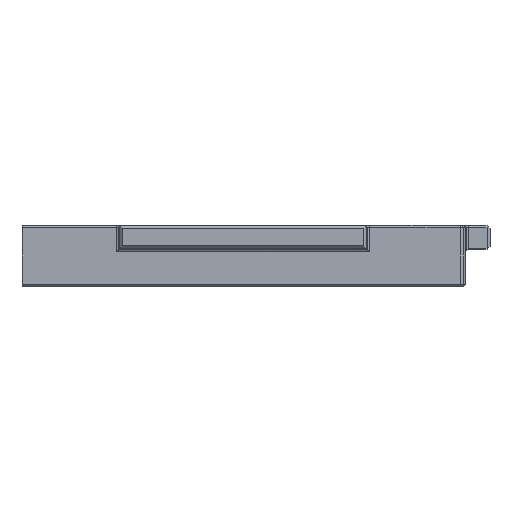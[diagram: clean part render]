
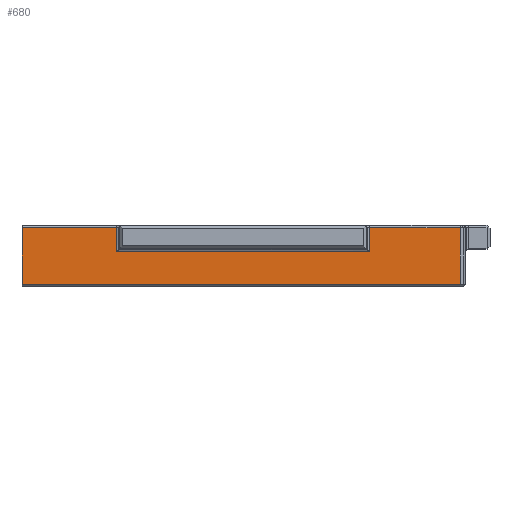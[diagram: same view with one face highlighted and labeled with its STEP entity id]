
A CAD part, top view. The second image highlights one B-rep face of the part: STEP entity #680.
In plain terms, the highlighted planar face has unit normal (0, 0, 1).
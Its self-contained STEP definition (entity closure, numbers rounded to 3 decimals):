
#57 = DIRECTION ( 'NONE',  ( 1., 0., 0. ) ) ;
#296 = LINE ( 'NONE', #15057, #4150 ) ;
#364 = CARTESIAN_POINT ( 'NONE',  ( 189., 19.5, 59.8 ) ) ;
#680 = ADVANCED_FACE ( 'NONE', ( #4065 ), #17239, .T. ) ;
#927 = ORIENTED_EDGE ( 'NONE', *, *, #18196, .F. ) ;
#1237 = VECTOR ( 'NONE', #57, 1000. ) ;
#1761 = ORIENTED_EDGE ( 'NONE', *, *, #7605, .F. ) ;
#2306 = ORIENTED_EDGE ( 'NONE', *, *, #7086, .F. ) ;
#2821 = VERTEX_POINT ( 'NONE', #15306 ) ;
#2839 = DIRECTION ( 'NONE',  ( 1., 0., 0. ) ) ;
#3147 = VECTOR ( 'NONE', #16438, 1000. ) ;
#4065 = FACE_OUTER_BOUND ( 'NONE', #7279, .T. ) ;
#4121 = CARTESIAN_POINT ( 'NONE',  ( 119.4, 14.6, 59.8 ) ) ;
#4150 = VECTOR ( 'NONE', #10705, 1000. ) ;
#4314 = VERTEX_POINT ( 'NONE', #8703 ) ;
#4783 = CARTESIAN_POINT ( 'NONE',  ( 180., 14.6, 59.8 ) ) ;
#4926 = LINE ( 'NONE', #15252, #10169 ) ;
#5340 = VECTOR ( 'NONE', #10750, 1000. ) ;
#5958 = VECTOR ( 'NONE', #6785, 1000. ) ;
#6785 = DIRECTION ( 'NONE',  ( -1., 0., 0. ) ) ;
#6829 = CARTESIAN_POINT ( 'NONE',  ( 189., 8., 59.8 ) ) ;
#6936 = EDGE_CURVE ( 'NONE', #7174, #15617, #7346, .T. ) ;
#7086 = EDGE_CURVE ( 'NONE', #4314, #11581, #9200, .T. ) ;
#7174 = VERTEX_POINT ( 'NONE', #15590 ) ;
#7233 = LINE ( 'NONE', #10248, #15513 ) ;
#7279 = EDGE_LOOP ( 'NONE', ( #9690, #1761, #13210, #14907, #17731, #927, #14000, #2306 ) ) ;
#7346 = LINE ( 'NONE', #11570, #17262 ) ;
#7605 = EDGE_CURVE ( 'NONE', #12026, #12724, #8261, .T. ) ;
#8261 = LINE ( 'NONE', #18883, #5958 ) ;
#8703 = CARTESIAN_POINT ( 'NONE',  ( 100.3, 19.5, 59.8 ) ) ;
#9200 = LINE ( 'NONE', #10664, #1237 ) ;
#9690 = ORIENTED_EDGE ( 'NONE', *, *, #17494, .T. ) ;
#10043 = DIRECTION ( 'NONE',  ( 0., 0., 1. ) ) ;
#10169 = VECTOR ( 'NONE', #16830, 1000. ) ;
#10248 = CARTESIAN_POINT ( 'NONE',  ( 170.6, 22.6, 59.8 ) ) ;
#10398 = AXIS2_PLACEMENT_3D ( 'NONE', #11125, #10043, #17140 ) ;
#10513 = LINE ( 'NONE', #19286, #3147 ) ;
#10664 = CARTESIAN_POINT ( 'NONE',  ( 180., 19.5, 59.8 ) ) ;
#10705 = DIRECTION ( 'NONE',  ( 0., -1., 0. ) ) ;
#10750 = DIRECTION ( 'NONE',  ( 1., 0., 0. ) ) ;
#11125 = CARTESIAN_POINT ( 'NONE',  ( -79.7, 27.6, 59.8 ) ) ;
#11570 = CARTESIAN_POINT ( 'NONE',  ( 180., 19.5, 59.8 ) ) ;
#11581 = VERTEX_POINT ( 'NONE', #15024 ) ;
#12026 = VERTEX_POINT ( 'NONE', #6829 ) ;
#12479 = EDGE_CURVE ( 'NONE', #15617, #12026, #10513, .T. ) ;
#12724 = VERTEX_POINT ( 'NONE', #15411 ) ;
#13210 = ORIENTED_EDGE ( 'NONE', *, *, #12479, .F. ) ;
#14000 = ORIENTED_EDGE ( 'NONE', *, *, #17526, .F. ) ;
#14150 = VERTEX_POINT ( 'NONE', #4121 ) ;
#14907 = ORIENTED_EDGE ( 'NONE', *, *, #6936, .F. ) ;
#15024 = CARTESIAN_POINT ( 'NONE',  ( 119.4, 19.5, 59.8 ) ) ;
#15057 = CARTESIAN_POINT ( 'NONE',  ( 119.4, 22.6, 59.8 ) ) ;
#15252 = CARTESIAN_POINT ( 'NONE',  ( 100.3, 20.325, 59.8 ) ) ;
#15306 = CARTESIAN_POINT ( 'NONE',  ( 170.6, 14.6, 59.8 ) ) ;
#15411 = CARTESIAN_POINT ( 'NONE',  ( 100.3, 8., 59.8 ) ) ;
#15513 = VECTOR ( 'NONE', #16360, 1000. ) ;
#15590 = CARTESIAN_POINT ( 'NONE',  ( 170.6, 19.5, 59.8 ) ) ;
#15617 = VERTEX_POINT ( 'NONE', #364 ) ;
#16360 = DIRECTION ( 'NONE',  ( 0., 1., 0. ) ) ;
#16438 = DIRECTION ( 'NONE',  ( 0., -1., 0. ) ) ;
#16830 = DIRECTION ( 'NONE',  ( 0., -1., 0. ) ) ;
#17140 = DIRECTION ( 'NONE',  ( 1., 0., 0. ) ) ;
#17156 = EDGE_CURVE ( 'NONE', #2821, #7174, #7233, .T. ) ;
#17239 = PLANE ( 'NONE',  #10398 ) ;
#17262 = VECTOR ( 'NONE', #2839, 1000. ) ;
#17494 = EDGE_CURVE ( 'NONE', #4314, #12724, #4926, .T. ) ;
#17526 = EDGE_CURVE ( 'NONE', #11581, #14150, #296, .T. ) ;
#17731 = ORIENTED_EDGE ( 'NONE', *, *, #17156, .F. ) ;
#18196 = EDGE_CURVE ( 'NONE', #14150, #2821, #18797, .T. ) ;
#18797 = LINE ( 'NONE', #4783, #5340 ) ;
#18883 = CARTESIAN_POINT ( 'NONE',  ( 167.525, 8., 59.8 ) ) ;
#19286 = CARTESIAN_POINT ( 'NONE',  ( 189., 27.6, 59.8 ) ) ;
